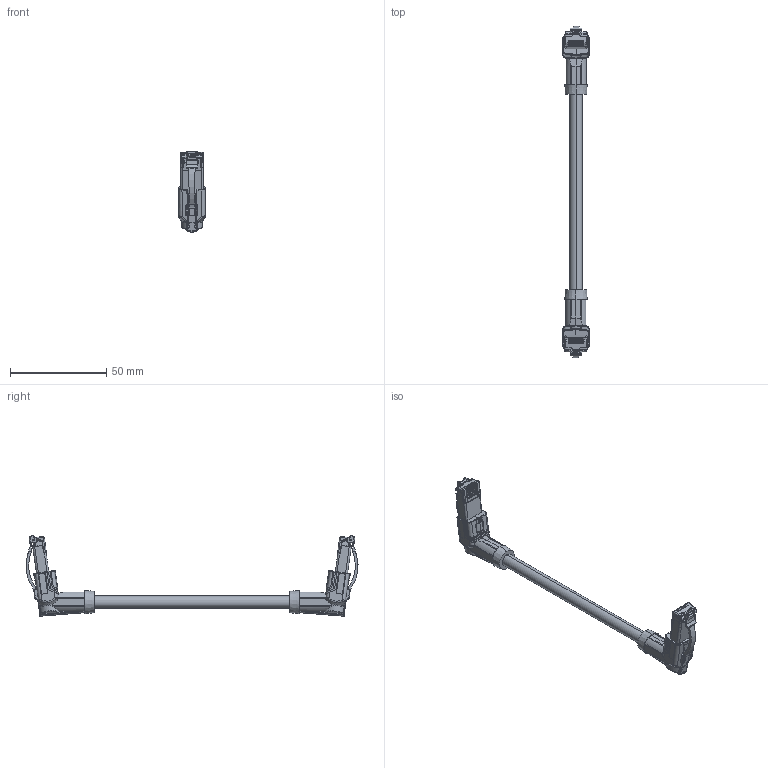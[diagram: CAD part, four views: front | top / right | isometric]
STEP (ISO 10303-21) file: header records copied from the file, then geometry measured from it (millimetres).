
FILE_DESCRIPTION(('Creo Elements/Direct Modeling STEP Export'),'2;1');
FILE_NAME('model.stp','2023-06-20T 8:24:51',(''),(''),'Creo Elements/Direct Modeling STEP processor for AP214 (Solid Model)','Creo Elements/Direct Modeling 20.1D 10-Oct-2020 (C) Parametric Technology GmbH','');
FILE_SCHEMA(('AUTOMOTIVE_DESIGN { 1 0 10303 214 1 1 1 1 }'));
Products named in the file (2): NBC-R4ACR_0.25-93K_R4ACR
Assembly tree (1 placements, depth 2):
  NBC-R4ACR_0.25-93K_R4ACR
    NBC-R4ACR_0.25-93K_R4ACR
Bounding box: 13.88 x 172.55 x 41.81 mm (x, y, z)
Volume: 15686.1 mm3; surface area: 8710.6 mm2
Topology: 1 solids, 13 shells, 1626 faces, 4484 edges, 2864 vertices
Faces by surface type: plane 906, cylinder 528, bspline 88, torus 80, extrusion 12, cone 8, sphere 4
Entity records: 81333 total; most frequent: CARTESIAN_POINT 27884, ORIENTED_EDGE 8952, DIRECTION 7944, EDGE_CURVE 4476, VERTEX_POINT 2864, VECTOR 2856, LINE 2844, AXIS2_PLACEMENT_3D 2544
